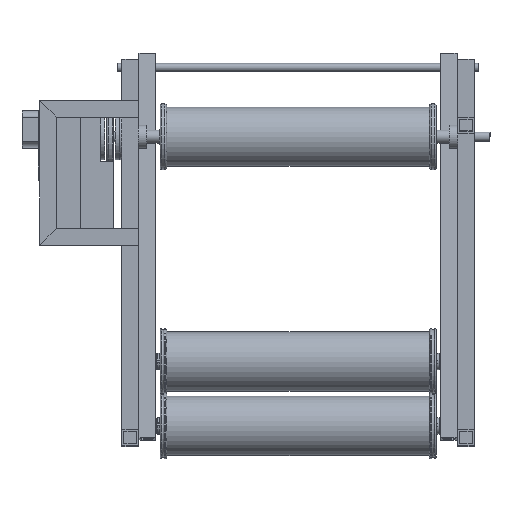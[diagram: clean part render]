
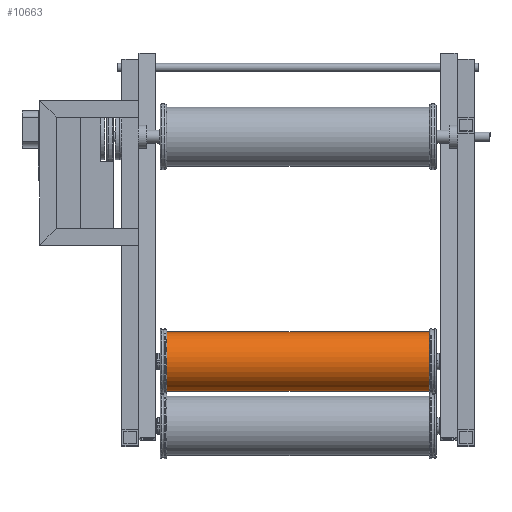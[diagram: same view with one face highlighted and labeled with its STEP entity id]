
A CAD part, front view. The second image highlights one B-rep face of the part: STEP entity #10663.
In plain terms, the highlighted cylindrical face has radius 45 mm (diameter 90 mm), a full revolution.
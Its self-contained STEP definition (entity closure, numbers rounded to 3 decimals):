
#763=CYLINDRICAL_SURFACE('',#12392,45.);
#1131=CIRCLE('',#12393,45.);
#1132=CIRCLE('',#12394,45.);
#2013=FACE_OUTER_BOUND('',#2803,.T.);
#2803=EDGE_LOOP('',(#8935,#8936,#8937,#8938));
#3713=LINE('',#18091,#4520);
#4520=VECTOR('',#14997,45.);
#5313=VERTEX_POINT('',#18088);
#5314=VERTEX_POINT('',#18090);
#6582=EDGE_CURVE('',#5313,#5313,#1131,.T.);
#6583=EDGE_CURVE('',#5313,#5314,#3713,.T.);
#6584=EDGE_CURVE('',#5314,#5314,#1132,.T.);
#8935=ORIENTED_EDGE('',*,*,#6582,.F.);
#8936=ORIENTED_EDGE('',*,*,#6583,.T.);
#8937=ORIENTED_EDGE('',*,*,#6584,.T.);
#8938=ORIENTED_EDGE('',*,*,#6583,.F.);
#10663=ADVANCED_FACE('',(#2013),#763,.T.);
#12392=AXIS2_PLACEMENT_3D('',#18087,#14993,#14994);
#12393=AXIS2_PLACEMENT_3D('',#18089,#14995,#14996);
#12394=AXIS2_PLACEMENT_3D('',#18092,#14998,#14999);
#14993=DIRECTION('center_axis',(1.,0.,0.));
#14994=DIRECTION('ref_axis',(0.,1.,0.));
#14995=DIRECTION('center_axis',(1.,0.,0.));
#14996=DIRECTION('ref_axis',(0.,1.,0.));
#14997=DIRECTION('',(-1.,0.,0.));
#14998=DIRECTION('center_axis',(1.,0.,0.));
#14999=DIRECTION('ref_axis',(0.,1.,0.));
#18087=CARTESIAN_POINT('Origin',(0.,0.,0.));
#18088=CARTESIAN_POINT('',(400.,-45.,0.));
#18089=CARTESIAN_POINT('Origin',(400.,0.,0.));
#18090=CARTESIAN_POINT('',(0.,-45.,0.));
#18091=CARTESIAN_POINT('',(0.,-45.,0.));
#18092=CARTESIAN_POINT('Origin',(0.,0.,0.));
